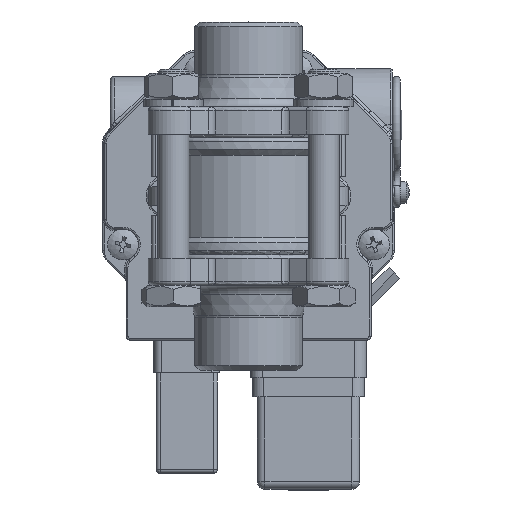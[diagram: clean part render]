
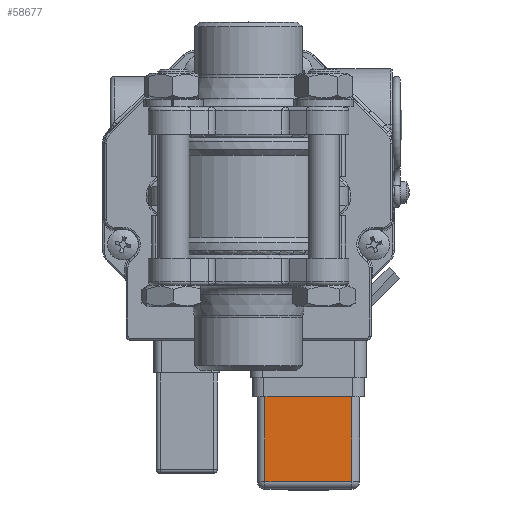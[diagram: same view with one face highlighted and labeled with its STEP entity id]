
A CAD part, front view. The second image highlights one B-rep face of the part: STEP entity #58677.
In plain terms, the highlighted face is planar.
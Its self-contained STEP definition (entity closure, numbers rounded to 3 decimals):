
#1587=PLANE('',#63941);
#5772=LINE('',#116315,#8674);
#5775=LINE('',#116322,#8677);
#5781=LINE('',#116338,#8683);
#5786=LINE('',#116352,#8688);
#8674=VECTOR('',#76889,1000.);
#8677=VECTOR('',#76896,1000.);
#8683=VECTOR('',#76916,1000.);
#8688=VECTOR('',#76933,1000.);
#21134=ORIENTED_EDGE('',*,*,#28338,.T.);
#21135=ORIENTED_EDGE('',*,*,#28334,.T.);
#21136=ORIENTED_EDGE('',*,*,#28354,.T.);
#21137=ORIENTED_EDGE('',*,*,#28347,.T.);
#28334=EDGE_CURVE('',#32747,#32751,#5772,.T.);
#28338=EDGE_CURVE('',#32753,#32747,#5775,.T.);
#28347=EDGE_CURVE('',#32758,#32753,#5781,.T.);
#28354=EDGE_CURVE('',#32751,#32758,#5786,.T.);
#32747=VERTEX_POINT('',#116302);
#32751=VERTEX_POINT('',#116313);
#32753=VERTEX_POINT('',#116319);
#32758=VERTEX_POINT('',#116339);
#38909=EDGE_LOOP('',(#21134,#21135,#21136,#21137));
#42360=FACE_BOUND('',#38909,.T.);
#58677=ADVANCED_FACE('',(#42360),#1587,.F.);
#63941=AXIS2_PLACEMENT_3D('',#116351,#76931,#76932);
#76889=DIRECTION('',(0.,0.,-1.));
#76896=DIRECTION('',(1.,0.,0.));
#76916=DIRECTION('',(0.,0.,1.));
#76931=DIRECTION('',(0.,-1.,0.));
#76932=DIRECTION('',(0.,0.,-1.));
#76933=DIRECTION('',(-1.,0.,0.));
#116302=CARTESIAN_POINT('',(11.25,13.25,36.6));
#116313=CARTESIAN_POINT('',(11.25,13.25,14.6));
#116315=CARTESIAN_POINT('',(11.25,13.25,38.6));
#116319=CARTESIAN_POINT('',(-11.25,13.25,36.6));
#116322=CARTESIAN_POINT('',(-13.25,13.25,36.6));
#116338=CARTESIAN_POINT('',(-11.25,13.25,38.6));
#116339=CARTESIAN_POINT('',(-11.25,13.25,14.6));
#116351=CARTESIAN_POINT('',(-13.25,13.25,38.6));
#116352=CARTESIAN_POINT('',(-13.25,13.25,14.6));
